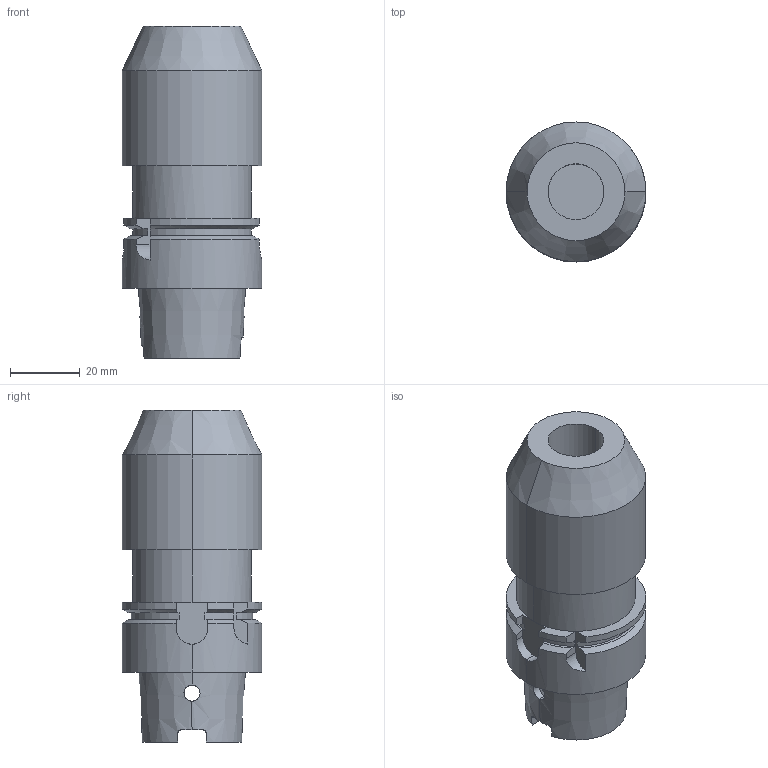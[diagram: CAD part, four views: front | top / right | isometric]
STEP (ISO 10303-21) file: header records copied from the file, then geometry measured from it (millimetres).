
FILE_DESCRIPTION (( 'STEP AP203' ), '1' );
FILE_NAME ('STP-SAKEM-32792-75.STEP', '2021-03-18T08:34:05', ( '' ), ( '' ), 'SwSTEP 2.0', 'SolidWorks 2017', '' );
FILE_SCHEMA (( 'CONFIG_CONTROL_DESIGN' ));
Length unit declared in the file: millimetre
Products named in the file (1): STP-SAKEM-32792-75
Bounding box: 40 x 40 x 95 mm (x, y, z)
Volume: 75093 mm3; surface area: 18473.2 mm2
Topology: 1 solids, 1 shells, 88 faces, 233 edges, 147 vertices
Faces by surface type: plane 36, cylinder 34, cone 14, torus 4
Entity records: 3162 total; most frequent: CARTESIAN_POINT 920, ORIENTED_EDGE 466, DIRECTION 445, EDGE_CURVE 233, AXIS2_PLACEMENT_3D 168, VERTEX_POINT 147, VECTOR 109, LINE 109
